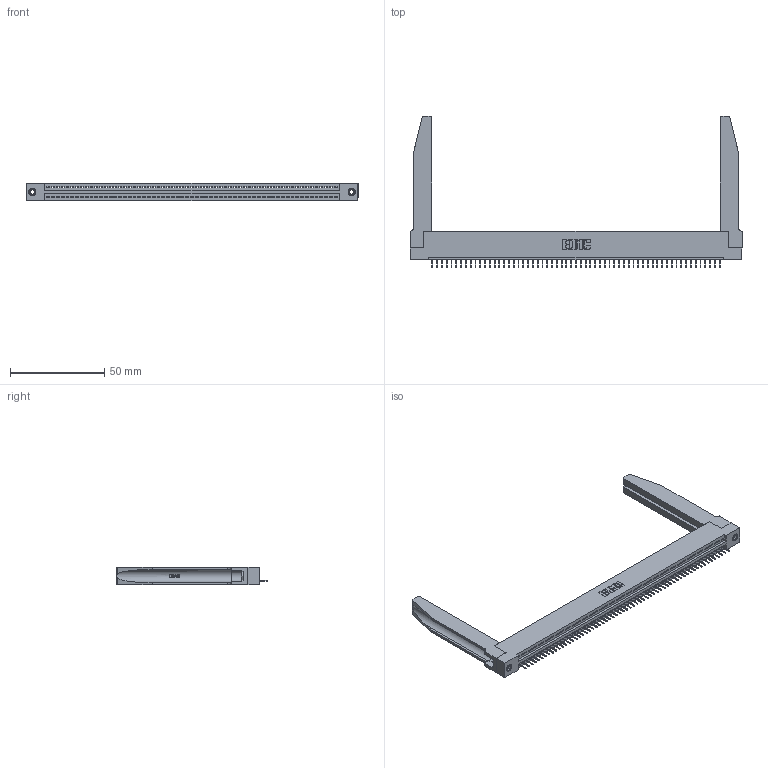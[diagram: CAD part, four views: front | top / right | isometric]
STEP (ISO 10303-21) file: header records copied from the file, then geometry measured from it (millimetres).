
FILE_DESCRIPTION (( 'STEP AP203' ), '1' );
FILE_NAME ('345-061-524-178.STEP', '2019-10-11T01:56:10', ( '' ), ( '' ), 'SwSTEP 2.0', 'SolidWorks 2016', '' );
FILE_SCHEMA (( 'CONFIG_CONTROL_DESIGN' ));
Length unit declared in the file: inch
Products named in the file (5): 345-250-001_345-250-001-102; 345-061-524-178; 345-292-001_345-293-124; 345-220-078_345-220-078; 345 Part_Flush Mounting Lugs - 0.156 Dia-TH
Assembly tree (66 placements, depth 2):
  345-061-524-178
    345 Part_Flush Mounting Lugs - 0.156 Dia-TH
    345-292-001_345-293-124  x61
    345-250-001_345-250-001-102  x2
    345-220-078_345-220-078  x2
Bounding box: 176.17 x 80.31 x 9.4 mm (x, y, z)
Volume: 24418.4 mm3; surface area: 28456.9 mm2
Topology: 66 solids, 66 shells, 4142 faces, 11929 edges, 7698 vertices
Faces by surface type: plane 3028, cylinder 1062, bspline 36, cone 12, torus 4
Entity records: 48166 total; most frequent: CARTESIAN_POINT 9238, ORIENTED_EDGE 8130, DIRECTION 7049, EDGE_CURVE 4065, VECTOR 3599, LINE 3599, VERTEX_POINT 2700, AXIS2_PLACEMENT_3D 1725
